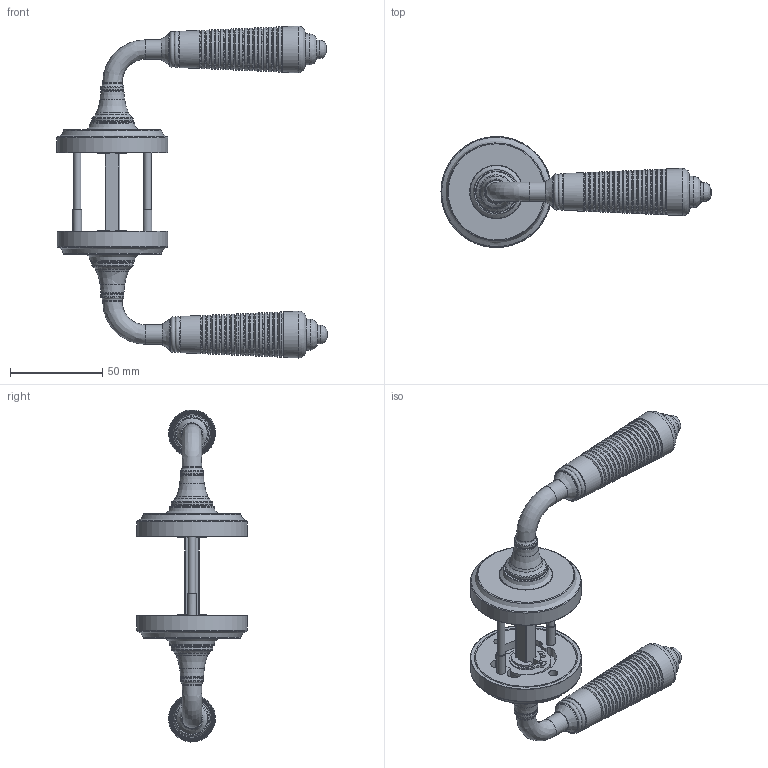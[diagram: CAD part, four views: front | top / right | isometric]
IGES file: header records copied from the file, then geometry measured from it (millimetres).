
Global section: file name: PK6974SP-R60; native system: Autodesk Inventor 2024; preprocessor: unknown; author: ashami; date: 20250319.152139; units: millimetre
Bounding box: 146.22 x 60 x 179.79 mm (x, y, z)
Volume: 131202.4 mm3; surface area: 75584.4 mm2
Topology: 27 solids, 27 shells, 616 faces, 1716 edges, 1174 vertices
Faces by surface type: bspline 616
